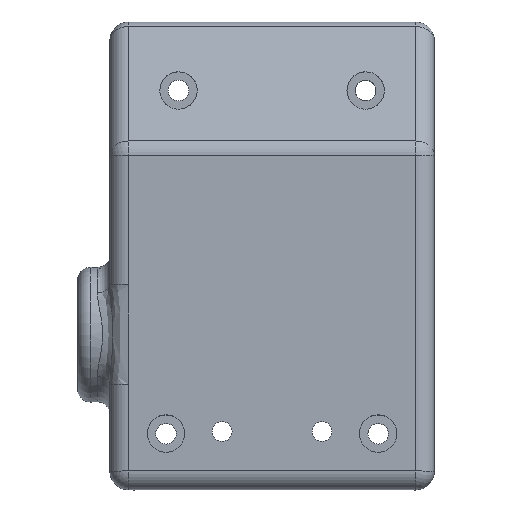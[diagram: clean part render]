
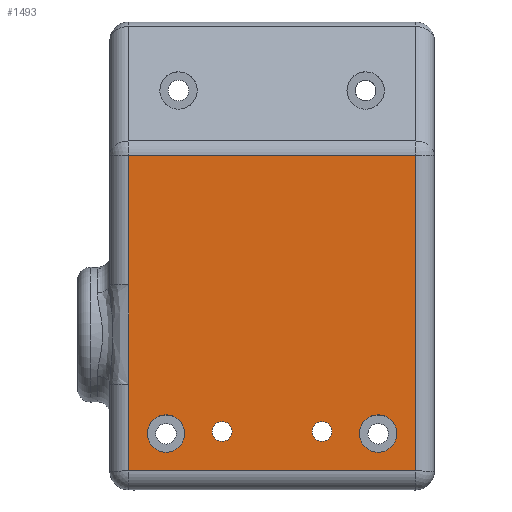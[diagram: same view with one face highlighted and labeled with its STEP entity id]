
A CAD part, top view. The second image highlights one B-rep face of the part: STEP entity #1493.
In plain terms, the highlighted planar face has unit normal (0, 0, 1).
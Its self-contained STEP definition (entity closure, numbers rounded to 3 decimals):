
#55=FACE_BOUND('',#305,.T.);
#56=FACE_BOUND('',#306,.T.);
#57=FACE_BOUND('',#307,.T.);
#58=FACE_BOUND('',#308,.T.);
#86=PLANE('',#1673);
#204=FACE_OUTER_BOUND('',#304,.T.);
#304=EDGE_LOOP('',(#1392,#1393,#1394,#1395,#1396,#1397));
#305=EDGE_LOOP('',(#1398));
#306=EDGE_LOOP('',(#1399));
#307=EDGE_LOOP('',(#1400));
#308=EDGE_LOOP('',(#1401));
#337=B_SPLINE_CURVE_WITH_KNOTS('',3,(#11749,#11750,#11751,#11752,#11753,
#11754,#11755,#11756,#11757,#11758,#11759,#11760,#11761,#11762,#11763,#11764,
#11765,#11766,#11767,#11768,#11769,#11770),.UNSPECIFIED.,.F.,.F.,(4,1,1,
1,1,1,1,1,1,1,1,1,1,1,1,1,1,1,1,4),(-1.594,-1.591,
-1.587,-1.58,-1.566,-1.537,
-1.509,-1.48,-1.366,-1.139,-0.683,
-0.455,-0.228,-0.114,-0.085,
-0.057,-0.028,-0.014,-0.007,
0.),.UNSPECIFIED.);
#349=CIRCLE('',#1531,1.6);
#350=CIRCLE('',#1533,1.6);
#389=CIRCLE('',#1604,3.);
#415=CIRCLE('',#1671,3.);
#427=LINE('',#3695,#526);
#496=LINE('',#11774,#595);
#501=LINE('',#11788,#600);
#510=LINE('',#11819,#609);
#514=LINE('',#11829,#613);
#526=VECTOR('',#1743,10.);
#595=VECTOR('',#2028,10.);
#600=VECTOR('',#2045,10.);
#609=VECTOR('',#2090,10.);
#613=VECTOR('',#2104,10.);
#640=VERTEX_POINT('',#3683);
#641=VERTEX_POINT('',#3687);
#643=VERTEX_POINT('',#3692);
#644=VERTEX_POINT('',#3694);
#720=VERTEX_POINT('',#4136);
#743=VERTEX_POINT('',#11633);
#744=VERTEX_POINT('',#11746);
#745=VERTEX_POINT('',#11748);
#748=VERTEX_POINT('',#11786);
#753=VERTEX_POINT('',#11825);
#787=EDGE_CURVE('',#640,#640,#349,.T.);
#789=EDGE_CURVE('',#641,#641,#350,.T.);
#792=EDGE_CURVE('',#643,#644,#427,.T.);
#898=EDGE_CURVE('',#720,#720,#389,.T.);
#939=EDGE_CURVE('',#744,#745,#337,.T.);
#942=EDGE_CURVE('',#743,#744,#496,.T.);
#949=EDGE_CURVE('',#745,#748,#501,.T.);
#964=EDGE_CURVE('',#743,#644,#510,.T.);
#967=EDGE_CURVE('',#753,#753,#415,.T.);
#969=EDGE_CURVE('',#748,#643,#514,.T.);
#1392=ORIENTED_EDGE('',*,*,#792,.F.);
#1393=ORIENTED_EDGE('',*,*,#969,.F.);
#1394=ORIENTED_EDGE('',*,*,#949,.F.);
#1395=ORIENTED_EDGE('',*,*,#939,.F.);
#1396=ORIENTED_EDGE('',*,*,#942,.F.);
#1397=ORIENTED_EDGE('',*,*,#964,.T.);
#1398=ORIENTED_EDGE('',*,*,#787,.T.);
#1399=ORIENTED_EDGE('',*,*,#789,.T.);
#1400=ORIENTED_EDGE('',*,*,#898,.T.);
#1401=ORIENTED_EDGE('',*,*,#967,.T.);
#1493=ADVANCED_FACE('',(#204,#55,#56,#57,#58),#86,.F.);
#1531=AXIS2_PLACEMENT_3D('',#3684,#1731,#1732);
#1533=AXIS2_PLACEMENT_3D('',#3688,#1736,#1737);
#1604=AXIS2_PLACEMENT_3D('',#4137,#1940,#1941);
#1671=AXIS2_PLACEMENT_3D('',#11826,#2099,#2100);
#1673=AXIS2_PLACEMENT_3D('',#11830,#2105,#2106);
#1731=DIRECTION('center_axis',(0.,0.,-1.));
#1732=DIRECTION('ref_axis',(1.,0.,0.));
#1736=DIRECTION('center_axis',(0.,0.,-1.));
#1737=DIRECTION('ref_axis',(1.,0.,0.));
#1743=DIRECTION('',(0.,-1.,0.));
#1940=DIRECTION('center_axis',(0.,0.,-1.));
#1941=DIRECTION('ref_axis',(1.,0.,0.));
#2028=DIRECTION('',(0.,1.,0.));
#2045=DIRECTION('',(0.,1.,0.));
#2090=DIRECTION('',(1.,0.,0.));
#2099=DIRECTION('center_axis',(0.,0.,-1.));
#2100=DIRECTION('ref_axis',(1.,0.,0.));
#2104=DIRECTION('',(1.,0.,0.));
#2105=DIRECTION('center_axis',(0.,0.,-1.));
#2106=DIRECTION('ref_axis',(-1.,0.,0.));
#3683=CARTESIAN_POINT('',(21.4,9.324,120.));
#3684=CARTESIAN_POINT('Origin',(23.,9.324,120.));
#3687=CARTESIAN_POINT('',(5.4,9.324,120.));
#3688=CARTESIAN_POINT('Origin',(7.,9.324,120.));
#3692=CARTESIAN_POINT('',(38.,53.62,120.));
#3694=CARTESIAN_POINT('',(38.,3.,120.));
#3695=CARTESIAN_POINT('',(38.,1.5,120.));
#4136=CARTESIAN_POINT('',(-5.,9.,120.));
#4137=CARTESIAN_POINT('Origin',(-2.,9.,120.));
#11633=CARTESIAN_POINT('',(-8.,3.,120.));
#11746=CARTESIAN_POINT('',(-8.,16.889,120.));
#11748=CARTESIAN_POINT('',(-8.,32.83,120.));
#11749=CARTESIAN_POINT('Ctrl Pts',(-8.,16.889,120.));
#11750=CARTESIAN_POINT('Ctrl Pts',(-8.,16.901,120.));
#11751=CARTESIAN_POINT('Ctrl Pts',(-8.,16.924,120.));
#11752=CARTESIAN_POINT('Ctrl Pts',(-8.,16.972,120.));
#11753=CARTESIAN_POINT('Ctrl Pts',(-8.,17.055,120.));
#11754=CARTESIAN_POINT('Ctrl Pts',(-8.,17.221,120.));
#11755=CARTESIAN_POINT('Ctrl Pts',(-8.,17.458,120.));
#11756=CARTESIAN_POINT('Ctrl Pts',(-8.,17.743,120.));
#11757=CARTESIAN_POINT('Ctrl Pts',(-8.,18.312,120.));
#11758=CARTESIAN_POINT('Ctrl Pts',(-8.,19.546,120.));
#11759=CARTESIAN_POINT('Ctrl Pts',(-8.,22.203,120.));
#11760=CARTESIAN_POINT('Ctrl Pts',(-8.,25.239,120.));
#11761=CARTESIAN_POINT('Ctrl Pts',(-8.,28.275,120.));
#11762=CARTESIAN_POINT('Ctrl Pts',(-8.,30.173,120.));
#11763=CARTESIAN_POINT('Ctrl Pts',(-8.,31.406,120.));
#11764=CARTESIAN_POINT('Ctrl Pts',(-8.,31.976,120.));
#11765=CARTESIAN_POINT('Ctrl Pts',(-8.,32.26,120.));
#11766=CARTESIAN_POINT('Ctrl Pts',(-8.,32.498,120.));
#11767=CARTESIAN_POINT('Ctrl Pts',(-8.,32.664,120.));
#11768=CARTESIAN_POINT('Ctrl Pts',(-8.,32.759,120.));
#11769=CARTESIAN_POINT('Ctrl Pts',(-8.,32.806,120.));
#11770=CARTESIAN_POINT('Ctrl Pts',(-8.,32.83,120.));
#11774=CARTESIAN_POINT('',(-8.,51.5,120.));
#11786=CARTESIAN_POINT('',(-8.,53.62,120.));
#11788=CARTESIAN_POINT('',(-8.,51.5,120.));
#11819=CARTESIAN_POINT('',(96.,3.,120.));
#11825=CARTESIAN_POINT('',(29.,9.,120.));
#11826=CARTESIAN_POINT('Origin',(32.,9.,120.));
#11829=CARTESIAN_POINT('',(40.25,53.62,120.));
#11830=CARTESIAN_POINT('Origin',(41.,0.,120.));
